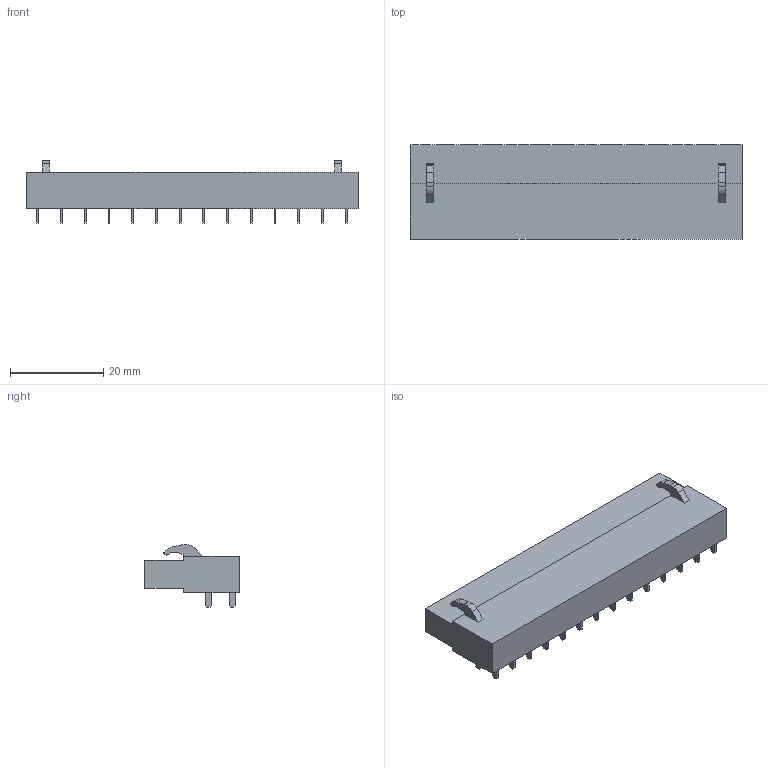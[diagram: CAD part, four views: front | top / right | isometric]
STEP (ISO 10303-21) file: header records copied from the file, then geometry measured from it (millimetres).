
FILE_DESCRIPTION(('CATIA V5 STEP','CAx-IF Rec.Pracs.--- Model Styling and Organization---1.2---2011-12-15'),'2;1');
FILE_NAME ('D1454269_0', '2018-09-01T03:01:52+00:00', ('none'), ('Weidmueller'), 'CATIA Version 5-6 Release 2014', 'CATIA V5 STEP AP214', 'none');
FILE_SCHEMA(('AUTOMOTIVE_DESIGN { 1 0 10303 214 1 1 1 1 }'));
Length unit declared in the file: millimetre
Products named in the file (1): 1648430000
Bounding box: 71.12 x 20.25 x 13.48 mm (x, y, z)
Volume: 10012.7 mm3; surface area: 4943 mm2
Topology: 29 solids, 29 shells, 452 faces, 1050 edges, 700 vertices
Faces by surface type: plane 410, cone 28, cylinder 14
Entity records: 11517 total; most frequent: ORIENTED_EDGE 2100, CARTESIAN_POINT 2025, DIRECTION 1514, EDGE_CURVE 1050, VECTOR 938, LINE 938, VERTEX_POINT 700, EDGE_LOOP 496
